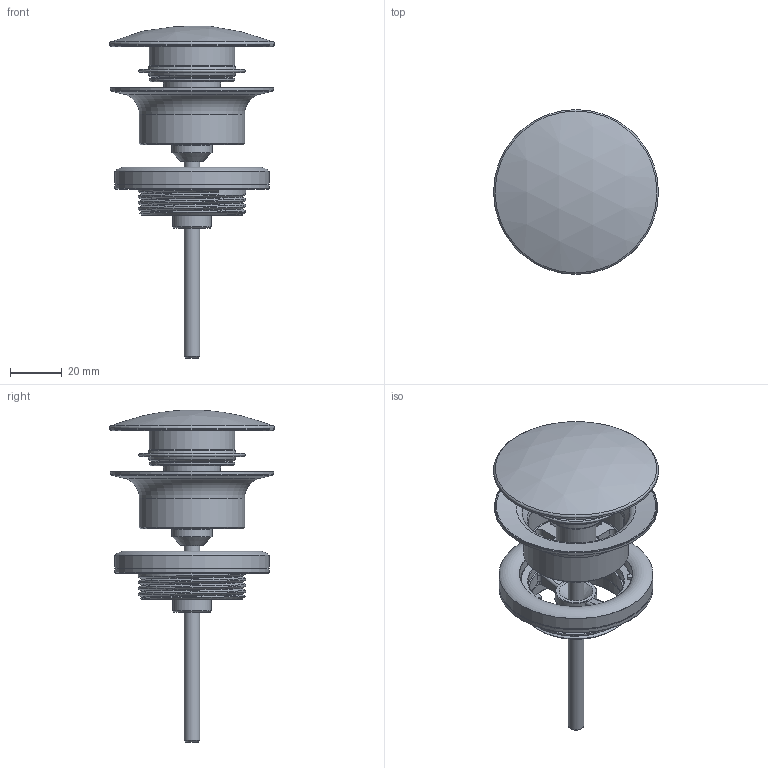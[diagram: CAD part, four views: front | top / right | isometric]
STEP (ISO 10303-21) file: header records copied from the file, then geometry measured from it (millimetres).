
FILE_DESCRIPTION(/* description */ ('Unknown'),/* implementation_level */ '2;1');
FILE_NAME(/* name */ '65807000',/* time_stamp */ '2022-09-08T18:41:09+02:00',/* author */ ('Unknown'),/* organization */ ('GROHE AG'),/* preprocessor_version */ 'ST-DEVELOPER v16.7',/* originating_system */ 'DEX',/* authorisation */ $);
FILE_SCHEMA (('AUTOMOTIVE_DESIGN {1 0 10303 214 3 1 1}'));
Length unit declared in the file: millimetre
Products named in the file (8): 65807000; ME232; ta209; me235; PI099; UNI 5933  M6 x 80; GU231; ra100
Assembly tree (7 placements, depth 2):
  65807000
    ME232
    ta209
    me235
    PI099
    UNI 5933  M6 x 80
    GU231
    ra100
Bounding box: 63.5 x 63.5 x 127.89 mm (x, y, z)
Volume: 55095.8 mm3; surface area: 41815.8 mm2
Topology: 7 solids, 7 shells, 273 faces, 676 edges, 430 vertices
Faces by surface type: plane 93, cylinder 85, cone 40, bspline 35, torus 19, sphere 1
Full cylindrical faces by diameter (mm): 4.917 x1, 6 x1, 6.5 x1, 11.57 x1, 12 x1, 13 x1, 15 x1, 15.3 x1, 15.5 x1, 16 x1, 22 x1, 24.8 x1, 25 x1, 28 x1, 29.3 x1, 29.9 x1, 30 x1, 33 x1, 33.007 x1, 36 x1, 37 x2, 40.6 x1, 41.3 x3, 43 x1, 43.5 x1, 59.5 x2, 62.8 x1
Entity records: 11931 total; most frequent: CARTESIAN_POINT 5924, DIRECTION 1167, ORIENTED_EDGE 1134, EDGE_CURVE 567, AXIS2_PLACEMENT_3D 490, VERTEX_POINT 407, FACE_BOUND 386, EDGE_LOOP 385
